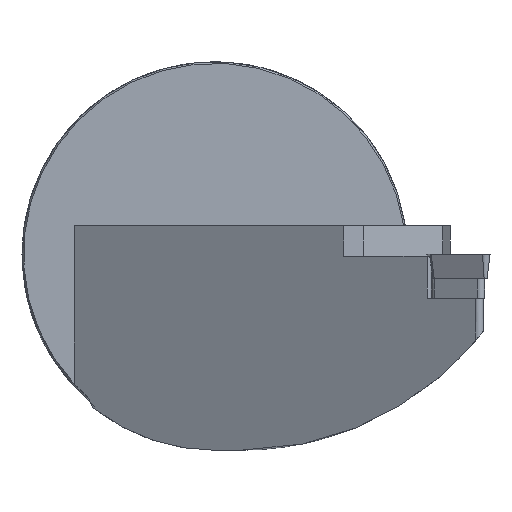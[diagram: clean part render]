
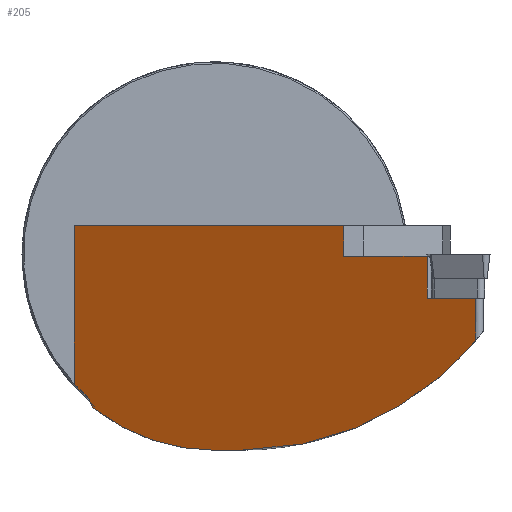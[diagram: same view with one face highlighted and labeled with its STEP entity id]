
A CAD part, left-side view. The second image highlights one B-rep face of the part: STEP entity #205.
In plain terms, the highlighted planar face has unit normal (-0.848, 0.53, 0).
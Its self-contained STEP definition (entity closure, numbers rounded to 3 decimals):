
#86=ELLIPSE('',#1366,58.959,50.);
#87=ELLIPSE('',#1367,36.849,31.25);
#88=ELLIPSE('',#1368,37.734,32.);
#103=B_SPLINE_CURVE_WITH_KNOTS('',3,(#1966,#1967,#1968,#1969,#1970,#1971),
 .UNSPECIFIED.,.F.,.F.,(4,2,4),(0.,0.5,1.),.UNSPECIFIED.);
#104=B_SPLINE_CURVE_WITH_KNOTS('',3,(#1973,#1974,#1975,#1976),
 .UNSPECIFIED.,.F.,.F.,(4,4),(0.,1.),.UNSPECIFIED.);
#205=ADVANCED_FACE('',(#325),#281,.F.);
#281=PLANE('',#1369);
#325=FACE_OUTER_BOUND('',#394,.T.);
#394=EDGE_LOOP('',(#518,#519,#520,#521,#522,#523,#524,#525,#526,#527,#528,
#529,#530,#531));
#518=ORIENTED_EDGE('',*,*,#992,.T.);
#519=ORIENTED_EDGE('',*,*,#993,.T.);
#520=ORIENTED_EDGE('',*,*,#994,.F.);
#521=ORIENTED_EDGE('',*,*,#995,.F.);
#522=ORIENTED_EDGE('',*,*,#987,.F.);
#523=ORIENTED_EDGE('',*,*,#996,.T.);
#524=ORIENTED_EDGE('',*,*,#997,.T.);
#525=ORIENTED_EDGE('',*,*,#998,.T.);
#526=ORIENTED_EDGE('',*,*,#999,.F.);
#527=ORIENTED_EDGE('',*,*,#1000,.T.);
#528=ORIENTED_EDGE('',*,*,#1001,.F.);
#529=ORIENTED_EDGE('',*,*,#1002,.F.);
#530=ORIENTED_EDGE('',*,*,#1003,.T.);
#531=ORIENTED_EDGE('',*,*,#1004,.T.);
#859=VERTEX_POINT('',#1937);
#860=VERTEX_POINT('',#1939);
#862=VERTEX_POINT('',#1949);
#863=VERTEX_POINT('',#1950);
#864=VERTEX_POINT('',#1952);
#865=VERTEX_POINT('',#1954);
#866=VERTEX_POINT('',#1957);
#867=VERTEX_POINT('',#1959);
#868=VERTEX_POINT('',#1961);
#869=VERTEX_POINT('',#1963);
#870=VERTEX_POINT('',#1965);
#871=VERTEX_POINT('',#1972);
#872=VERTEX_POINT('',#1977);
#873=VERTEX_POINT('',#1979);
#987=EDGE_CURVE('',#859,#860,#1159,.T.);
#992=EDGE_CURVE('',#862,#863,#86,.T.);
#993=EDGE_CURVE('',#863,#864,#1163,.T.);
#994=EDGE_CURVE('',#865,#864,#1164,.T.);
#995=EDGE_CURVE('',#860,#865,#1165,.T.);
#996=EDGE_CURVE('',#859,#866,#1166,.T.);
#997=EDGE_CURVE('',#866,#867,#1167,.T.);
#998=EDGE_CURVE('',#867,#868,#1168,.T.);
#999=EDGE_CURVE('',#869,#868,#1169,.T.);
#1000=EDGE_CURVE('',#869,#870,#87,.T.);
#1001=EDGE_CURVE('',#871,#870,#103,.T.);
#1002=EDGE_CURVE('',#872,#871,#104,.T.);
#1003=EDGE_CURVE('',#872,#873,#88,.T.);
#1004=EDGE_CURVE('',#873,#862,#1170,.T.);
#1159=LINE('',#1938,#1255);
#1163=LINE('',#1951,#1259);
#1164=LINE('',#1953,#1260);
#1165=LINE('',#1955,#1261);
#1166=LINE('',#1956,#1262);
#1167=LINE('',#1958,#1263);
#1168=LINE('',#1960,#1264);
#1169=LINE('',#1962,#1265);
#1170=LINE('',#1980,#1266);
#1255=VECTOR('',#1523,1.);
#1259=VECTOR('',#1537,1.);
#1260=VECTOR('',#1538,1.);
#1261=VECTOR('',#1539,1.);
#1262=VECTOR('',#1540,1.);
#1263=VECTOR('',#1541,1.);
#1264=VECTOR('',#1542,1.);
#1265=VECTOR('',#1543,1.);
#1266=VECTOR('',#1548,1.);
#1366=AXIS2_PLACEMENT_3D('',#1948,#1535,#1536);
#1367=AXIS2_PLACEMENT_3D('',#1964,#1544,#1545);
#1368=AXIS2_PLACEMENT_3D('',#1978,#1546,#1547);
#1369=AXIS2_PLACEMENT_3D('',#1981,#1549,#1550);
#1523=DIRECTION('',(0.,0.,-1.));
#1535=DIRECTION('',(-0.848,0.53,0.));
#1536=DIRECTION('',(-0.53,-0.848,0.));
#1537=DIRECTION('',(0.,0.,1.));
#1538=DIRECTION('',(-0.53,-0.848,0.));
#1539=DIRECTION('',(-0.53,-0.848,0.));
#1540=DIRECTION('',(0.53,0.848,0.));
#1541=DIRECTION('',(0.,0.,1.));
#1542=DIRECTION('',(0.53,0.848,0.));
#1543=DIRECTION('',(0.,0.,1.));
#1544=DIRECTION('',(-0.848,0.53,0.));
#1545=DIRECTION('',(-0.53,-0.848,0.));
#1546=DIRECTION('',(-0.848,0.53,0.));
#1547=DIRECTION('',(-0.53,-0.848,0.));
#1548=DIRECTION('',(-0.53,-0.848,0.));
#1549=DIRECTION('',(0.848,-0.53,0.));
#1550=DIRECTION('',(0.53,0.848,0.));
#1937=CARTESIAN_POINT('',(6.95,-34.723,-0.3));
#1938=CARTESIAN_POINT('',(6.95,-34.723,2.85));
#1939=CARTESIAN_POINT('',(6.95,-34.723,-7.15));
#1948=CARTESIAN_POINT('',(25.978,-4.272,18.));
#1949=CARTESIAN_POINT('',(25.978,-4.272,-32.));
#1950=CARTESIAN_POINT('',(1.975,-42.684,-14.008));
#1951=CARTESIAN_POINT('',(1.975,-42.684,50.));
#1952=CARTESIAN_POINT('',(1.975,-42.684,-7.15));
#1953=CARTESIAN_POINT('',(41.632,20.781,-7.15));
#1954=CARTESIAN_POINT('',(6.451,-35.521,-7.15));
#1955=CARTESIAN_POINT('',(41.632,20.781,-7.15));
#1956=CARTESIAN_POINT('',(41.632,20.781,-0.3));
#1957=CARTESIAN_POINT('',(15.477,-21.077,-0.3));
#1958=CARTESIAN_POINT('',(15.477,-21.077,50.));
#1959=CARTESIAN_POINT('',(15.477,-21.077,4.7));
#1960=CARTESIAN_POINT('',(6.669,-35.172,4.7));
#1961=CARTESIAN_POINT('',(43.,22.969,4.7));
#1962=CARTESIAN_POINT('',(43.,22.969,50.));
#1963=CARTESIAN_POINT('',(43.,22.969,-21.189));
#1964=CARTESIAN_POINT('',(28.647,0.,0.));
#1965=CARTESIAN_POINT('',(42.,21.369,-22.802));
#1966=CARTESIAN_POINT('',(41.307,20.26,-24.316));
#1967=CARTESIAN_POINT('',(41.39,20.393,-24.017));
#1968=CARTESIAN_POINT('',(41.497,20.564,-23.749));
#1969=CARTESIAN_POINT('',(41.731,20.939,-23.246));
#1970=CARTESIAN_POINT('',(41.86,21.145,-23.012));
#1971=CARTESIAN_POINT('',(42.,21.369,-22.802));
#1972=CARTESIAN_POINT('',(41.307,20.26,-24.316));
#1973=CARTESIAN_POINT('',(41.105,19.937,-25.031));
#1974=CARTESIAN_POINT('',(41.173,20.046,-24.793));
#1975=CARTESIAN_POINT('',(41.24,20.153,-24.555));
#1976=CARTESIAN_POINT('',(41.307,20.26,-24.316));
#1977=CARTESIAN_POINT('',(41.105,19.937,-25.031));
#1978=CARTESIAN_POINT('',(28.647,0.,0.));
#1979=CARTESIAN_POINT('',(28.647,0.,-32.));
#1980=CARTESIAN_POINT('',(41.632,20.781,-32.));
#1981=CARTESIAN_POINT('',(41.632,20.781,50.));
